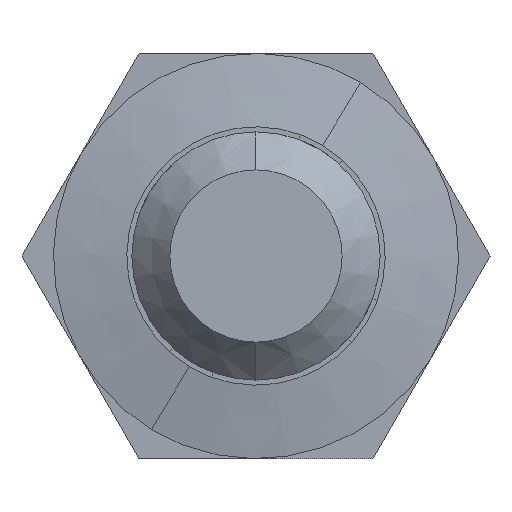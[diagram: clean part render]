
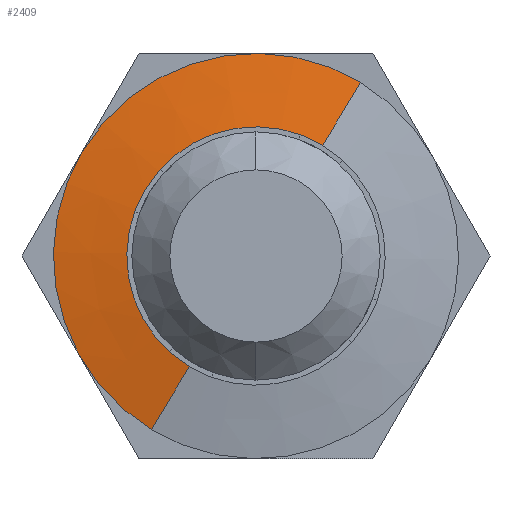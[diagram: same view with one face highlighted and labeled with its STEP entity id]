
A CAD part, front view. The second image highlights one B-rep face of the part: STEP entity #2409.
In plain terms, the highlighted conical face has half-angle 80.218 degrees and reference radius 4 mm.
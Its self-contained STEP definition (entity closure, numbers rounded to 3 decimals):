
#39 = LINE ( 'NONE', #2475, #52 ) ;
#41 = CIRCLE ( 'NONE', #1870, 4. ) ;
#43 = CIRCLE ( 'NONE', #1869, 2.55 ) ;
#46 = LINE ( 'NONE', #2485, #49 ) ;
#49 = VECTOR ( 'NONE', #2492, 1000. ) ;
#52 = VECTOR ( 'NONE', #2486, 1000. ) ;
#356 = VERTEX_POINT ( 'NONE', #2788 ) ;
#468 = CARTESIAN_POINT ( 'NONE',  ( 0., 4.25, 0. ) ) ;
#469 = DIRECTION ( 'NONE',  ( 0., 1., 0. ) ) ;
#477 = DIRECTION ( 'NONE',  ( -0.516, 0., -0.857 ) ) ;
#877 = CARTESIAN_POINT ( 'NONE',  ( 2.064, 4.25, 3.426 ) ) ;
#996 = AXIS2_PLACEMENT_3D ( 'NONE', #468, #469, #477 ) ;
#1110 = VERTEX_POINT ( 'NONE', #2607 ) ;
#1115 = VERTEX_POINT ( 'NONE', #2599 ) ;
#1268 = EDGE_LOOP ( 'NONE', ( #2272, #2278, #2286, #2288 ) ) ;
#1404 = FACE_OUTER_BOUND ( 'NONE', #1268, .T. ) ;
#1412 = CONICAL_SURFACE ( 'NONE', #996, 4., 1.4 ) ;
#1784 = EDGE_CURVE ( 'NONE', #1115, #1110, #43, .T. ) ;
#1785 = EDGE_CURVE ( 'NONE', #1110, #2382, #46, .T. ) ;
#1786 = EDGE_CURVE ( 'NONE', #356, #2382, #41, .T. ) ;
#1787 = EDGE_CURVE ( 'NONE', #1115, #356, #39, .T. ) ;
#1869 = AXIS2_PLACEMENT_3D ( 'NONE', #2483, #2482, #2481 ) ;
#1870 = AXIS2_PLACEMENT_3D ( 'NONE', #2474, #2473, #2472 ) ;
#2272 = ORIENTED_EDGE ( 'NONE', *, *, #1784, .T. ) ;
#2278 = ORIENTED_EDGE ( 'NONE', *, *, #1785, .T. ) ;
#2286 = ORIENTED_EDGE ( 'NONE', *, *, #1786, .F. ) ;
#2288 = ORIENTED_EDGE ( 'NONE', *, *, #1787, .F. ) ;
#2382 = VERTEX_POINT ( 'NONE', #877 ) ;
#2409 = ADVANCED_FACE ( 'NONE', ( #1404 ), #1412, .T. ) ;
#2472 = DIRECTION ( 'NONE',  ( -0.516, 0., -0.857 ) ) ;
#2473 = DIRECTION ( 'NONE',  ( 0., 1., 0. ) ) ;
#2474 = CARTESIAN_POINT ( 'NONE',  ( 0., 4.25, 0. ) ) ;
#2475 = CARTESIAN_POINT ( 'NONE',  ( -2.064, 4.25, -3.426 ) ) ;
#2481 = DIRECTION ( 'NONE',  ( -0.516, 0., -0.857 ) ) ;
#2482 = DIRECTION ( 'NONE',  ( 0., 1., 0. ) ) ;
#2483 = CARTESIAN_POINT ( 'NONE',  ( 0., 4., 0. ) ) ;
#2485 = CARTESIAN_POINT ( 'NONE',  ( 2.064, 4.25, 3.426 ) ) ;
#2486 = DIRECTION ( 'NONE',  ( -0.509, 0.17, -0.844 ) ) ;
#2492 = DIRECTION ( 'NONE',  ( 0.509, 0.17, 0.844 ) ) ;
#2599 = CARTESIAN_POINT ( 'NONE',  ( -1.316, 4., -2.184 ) ) ;
#2607 = CARTESIAN_POINT ( 'NONE',  ( 1.316, 4., 2.184 ) ) ;
#2788 = CARTESIAN_POINT ( 'NONE',  ( -2.064, 4.25, -3.426 ) ) ;
